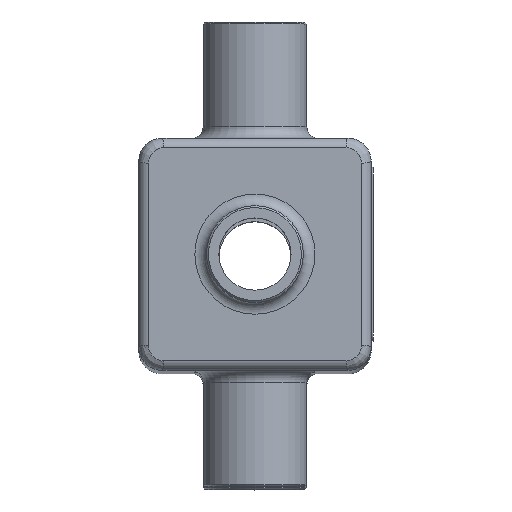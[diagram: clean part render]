
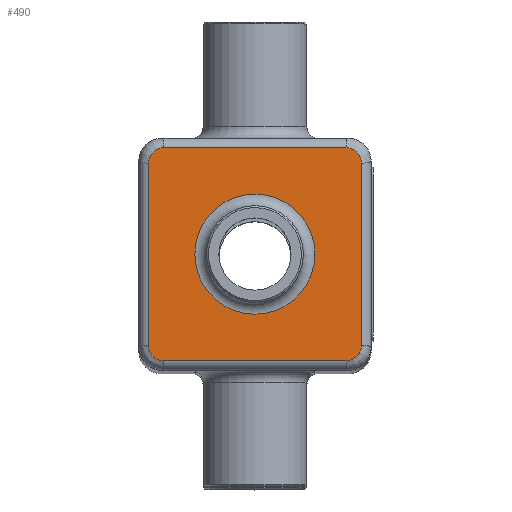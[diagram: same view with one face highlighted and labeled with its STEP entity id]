
A CAD part, top view. The second image highlights one B-rep face of the part: STEP entity #490.
In plain terms, the highlighted planar face has unit normal (0, 0, 1).
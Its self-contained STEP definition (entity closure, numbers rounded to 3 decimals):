
#490=ADVANCED_FACE('',(#3456,#3458),#3460,.T.);
#3456=FACE_BOUND('',#3457,.T.);
#3457=EDGE_LOOP('',(#5416,#5417,#5418,#5419,#5420,#5421,#5422,#5423));
#3458=FACE_BOUND('',#3459,.T.);
#3459=EDGE_LOOP('',(#5424));
#3460=PLANE('',#3461);
#3461=AXIS2_PLACEMENT_3D('',#3462,#3463,#3464);
#3462=CARTESIAN_POINT('',(0.,0.,527.));
#3463=DIRECTION('',(0.,0.,1.));
#3464=DIRECTION('',(1.,0.,0.));
#5416=ORIENTED_EDGE('',*,*,#6918,.F.);
#5417=ORIENTED_EDGE('',*,*,#6967,.F.);
#5418=ORIENTED_EDGE('',*,*,#6953,.F.);
#5419=ORIENTED_EDGE('',*,*,#6951,.F.);
#5420=ORIENTED_EDGE('',*,*,#6949,.F.);
#5421=ORIENTED_EDGE('',*,*,#6947,.F.);
#5422=ORIENTED_EDGE('',*,*,#6939,.F.);
#5423=ORIENTED_EDGE('',*,*,#6937,.F.);
#5424=ORIENTED_EDGE('',*,*,#6976,.F.);
#6918=EDGE_CURVE('',#7610,#7611,#7612,.F.);
#6937=EDGE_CURVE('',#7611,#7639,#7640,.F.);
#6939=EDGE_CURVE('',#7639,#7642,#7643,.F.);
#6947=EDGE_CURVE('',#7642,#7657,#7658,.F.);
#6949=EDGE_CURVE('',#7657,#7660,#7661,.F.);
#6951=EDGE_CURVE('',#7660,#7663,#7664,.F.);
#6953=EDGE_CURVE('',#7663,#7666,#7667,.F.);
#6967=EDGE_CURVE('',#7666,#7610,#7693,.F.);
#6976=EDGE_CURVE('',#7710,#7710,#7711,.T.);
#7610=VERTEX_POINT('',#9207);
#7611=VERTEX_POINT('',#9208);
#7612=LINE('',#9209,#9210);
#7639=VERTEX_POINT('',#9300);
#7640=B_SPLINE_CURVE_WITH_KNOTS('',3,
(#9301,#9302,#9303,#9304,#9305,#9306,#9307,#9308,#9309,#9310,#9311,#9312,#9313,#9314,
#9315,#9316,#9317,#9318,#9319,#9320),
.UNSPECIFIED.,.F.,.F.,
(4,1,1,1,1,1,1,1,1,1,1,1,1,1,1,1,1,4),
(0.,0.032,0.063,0.094,0.136,0.192,
0.266,0.35,0.438,0.522,0.596,
0.664,0.729,0.796,0.857,0.91,
0.956,1.),
.UNSPECIFIED.);
#7642=VERTEX_POINT('',#9335);
#7643=LINE('',#9336,#9337);
#7657=VERTEX_POINT('',#9383);
#7658=B_SPLINE_CURVE_WITH_KNOTS('',3,
(#9384,#9385,#9386,#9387,#9388,#9389,#9390,#9391,#9392,#9393,#9394,#9395,#9396,#9397,
#9398,#9399,#9400,#9401,#9402,#9403),
.UNSPECIFIED.,.F.,.F.,
(4,1,1,1,1,1,1,1,1,1,1,1,1,1,1,1,1,4),
(0.,0.032,0.063,0.094,0.136,0.192,
0.266,0.35,0.438,0.522,0.596,
0.664,0.729,0.796,0.857,0.91,
0.956,1.),
.UNSPECIFIED.);
#7660=VERTEX_POINT('',#9418);
#7661=LINE('',#9419,#9420);
#7663=VERTEX_POINT('',#9436);
#7664=B_SPLINE_CURVE_WITH_KNOTS('',3,
(#9437,#9438,#9439,#9440,#9441,#9442,#9443,#9444,#9445,#9446,#9447,#9448,#9449,#9450,
#9451,#9452,#9453,#9454,#9455,#9456),
.UNSPECIFIED.,.F.,.F.,
(4,1,1,1,1,1,1,1,1,1,1,1,1,1,1,1,1,4),
(0.,0.032,0.073,0.125,0.186,0.246,
0.308,0.378,0.458,0.548,0.64,
0.725,0.795,0.853,0.899,0.938,
0.971,1.),
.UNSPECIFIED.);
#7666=VERTEX_POINT('',#9471);
#7667=LINE('',#9472,#9473);
#7693=B_SPLINE_CURVE_WITH_KNOTS('',3,
(#9549,#9550,#9551,#9552,#9553,#9554,#9555,#9556,#9557,#9558,#9559,#9560,#9561,#9562,
#9563,#9564,#9565,#9566,#9567,#9568),
.UNSPECIFIED.,.F.,.F.,
(4,1,1,1,1,1,1,1,1,1,1,1,1,1,1,1,1,4),
(0.,0.032,0.063,0.094,0.136,0.192,
0.266,0.35,0.438,0.522,0.596,
0.664,0.729,0.796,0.857,0.91,
0.956,1.),
.UNSPECIFIED.);
#7710=VERTEX_POINT('',#9605);
#7711=CIRCLE('',#9606,15.5);
#9207=CARTESIAN_POINT('',(27.5,23.501,527.));
#9208=CARTESIAN_POINT('',(27.5,-23.5,527.));
#9209=CARTESIAN_POINT('',(27.5,-23.5,527.));
#9210=VECTOR('',#9211,1.);
#9211=DIRECTION('',(0.,1.,0.));
#9300=CARTESIAN_POINT('',(23.501,-27.5,527.));
#9301=CARTESIAN_POINT('',(23.501,-27.5,527.));
#9302=CARTESIAN_POINT('',(23.568,-27.5,527.));
#9303=CARTESIAN_POINT('',(23.7,-27.497,527.));
#9304=CARTESIAN_POINT('',(23.897,-27.482,527.));
#9305=CARTESIAN_POINT('',(24.113,-27.455,527.));
#9306=CARTESIAN_POINT('',(24.378,-27.406,527.));
#9307=CARTESIAN_POINT('',(24.726,-27.315,527.));
#9308=CARTESIAN_POINT('',(25.147,-27.156,527.));
#9309=CARTESIAN_POINT('',(25.605,-26.916,527.));
#9310=CARTESIAN_POINT('',(26.043,-26.603,527.));
#9311=CARTESIAN_POINT('',(26.418,-26.251,527.));
#9312=CARTESIAN_POINT('',(26.721,-25.886,527.));
#9313=CARTESIAN_POINT('',(26.959,-25.524,527.));
#9314=CARTESIAN_POINT('',(27.151,-25.151,527.));
#9315=CARTESIAN_POINT('',(27.299,-24.774,527.));
#9316=CARTESIAN_POINT('',(27.401,-24.409,527.));
#9317=CARTESIAN_POINT('',(27.462,-24.08,527.));
#9318=CARTESIAN_POINT('',(27.493,-23.781,527.));
#9319=CARTESIAN_POINT('',(27.5,-23.593,527.));
#9320=CARTESIAN_POINT('',(27.5,-23.5,527.));
#9335=CARTESIAN_POINT('',(-23.5,-27.5,527.));
#9336=CARTESIAN_POINT('',(-23.5,-27.5,527.));
#9337=VECTOR('',#9338,1.);
#9338=DIRECTION('',(1.,0.,0.));
#9383=CARTESIAN_POINT('',(-27.5,-23.501,527.));
#9384=CARTESIAN_POINT('',(-27.5,-23.501,527.));
#9385=CARTESIAN_POINT('',(-27.5,-23.568,527.));
#9386=CARTESIAN_POINT('',(-27.497,-23.7,527.));
#9387=CARTESIAN_POINT('',(-27.482,-23.897,527.));
#9388=CARTESIAN_POINT('',(-27.455,-24.113,527.));
#9389=CARTESIAN_POINT('',(-27.406,-24.378,527.));
#9390=CARTESIAN_POINT('',(-27.315,-24.726,527.));
#9391=CARTESIAN_POINT('',(-27.156,-25.147,527.));
#9392=CARTESIAN_POINT('',(-26.916,-25.605,527.));
#9393=CARTESIAN_POINT('',(-26.603,-26.043,527.));
#9394=CARTESIAN_POINT('',(-26.251,-26.418,527.));
#9395=CARTESIAN_POINT('',(-25.886,-26.721,527.));
#9396=CARTESIAN_POINT('',(-25.524,-26.959,527.));
#9397=CARTESIAN_POINT('',(-25.151,-27.151,527.));
#9398=CARTESIAN_POINT('',(-24.774,-27.299,527.));
#9399=CARTESIAN_POINT('',(-24.409,-27.401,527.));
#9400=CARTESIAN_POINT('',(-24.08,-27.462,527.));
#9401=CARTESIAN_POINT('',(-23.781,-27.493,527.));
#9402=CARTESIAN_POINT('',(-23.593,-27.5,527.));
#9403=CARTESIAN_POINT('',(-23.5,-27.5,527.));
#9418=CARTESIAN_POINT('',(-27.5,23.5,527.));
#9419=CARTESIAN_POINT('',(-27.5,23.5,527.));
#9420=VECTOR('',#9421,1.);
#9421=DIRECTION('',(0.,-1.,0.));
#9436=CARTESIAN_POINT('',(-23.501,27.5,527.));
#9437=CARTESIAN_POINT('',(-23.501,27.5,527.));
#9438=CARTESIAN_POINT('',(-23.567,27.5,527.));
#9439=CARTESIAN_POINT('',(-23.721,27.496,527.));
#9440=CARTESIAN_POINT('',(-23.981,27.475,527.));
#9441=CARTESIAN_POINT('',(-24.301,27.424,527.));
#9442=CARTESIAN_POINT('',(-24.653,27.337,527.));
#9443=CARTESIAN_POINT('',(-25.016,27.208,527.));
#9444=CARTESIAN_POINT('',(-25.38,27.039,527.));
#9445=CARTESIAN_POINT('',(-25.762,26.81,527.));
#9446=CARTESIAN_POINT('',(-26.161,26.503,527.));
#9447=CARTESIAN_POINT('',(-26.548,26.111,527.));
#9448=CARTESIAN_POINT('',(-26.882,25.66,527.));
#9449=CARTESIAN_POINT('',(-27.13,25.205,527.));
#9450=CARTESIAN_POINT('',(-27.293,24.79,527.));
#9451=CARTESIAN_POINT('',(-27.392,24.44,527.));
#9452=CARTESIAN_POINT('',(-27.45,24.148,527.));
#9453=CARTESIAN_POINT('',(-27.482,23.903,527.));
#9454=CARTESIAN_POINT('',(-27.497,23.692,527.));
#9455=CARTESIAN_POINT('',(-27.5,23.562,527.));
#9456=CARTESIAN_POINT('',(-27.5,23.5,527.));
#9471=CARTESIAN_POINT('',(23.5,27.5,527.));
#9472=CARTESIAN_POINT('',(23.5,27.5,527.));
#9473=VECTOR('',#9474,1.);
#9474=DIRECTION('',(-1.,0.,0.));
#9549=CARTESIAN_POINT('',(27.5,23.501,527.));
#9550=CARTESIAN_POINT('',(27.5,23.568,527.));
#9551=CARTESIAN_POINT('',(27.497,23.7,527.));
#9552=CARTESIAN_POINT('',(27.482,23.897,527.));
#9553=CARTESIAN_POINT('',(27.455,24.113,527.));
#9554=CARTESIAN_POINT('',(27.406,24.378,527.));
#9555=CARTESIAN_POINT('',(27.315,24.726,527.));
#9556=CARTESIAN_POINT('',(27.156,25.147,527.));
#9557=CARTESIAN_POINT('',(26.916,25.605,527.));
#9558=CARTESIAN_POINT('',(26.603,26.043,527.));
#9559=CARTESIAN_POINT('',(26.251,26.418,527.));
#9560=CARTESIAN_POINT('',(25.886,26.721,527.));
#9561=CARTESIAN_POINT('',(25.524,26.959,527.));
#9562=CARTESIAN_POINT('',(25.151,27.151,527.));
#9563=CARTESIAN_POINT('',(24.774,27.299,527.));
#9564=CARTESIAN_POINT('',(24.409,27.401,527.));
#9565=CARTESIAN_POINT('',(24.08,27.462,527.));
#9566=CARTESIAN_POINT('',(23.781,27.493,527.));
#9567=CARTESIAN_POINT('',(23.593,27.5,527.));
#9568=CARTESIAN_POINT('',(23.5,27.5,527.));
#9605=CARTESIAN_POINT('',(0.,-15.5,527.));
#9606=AXIS2_PLACEMENT_3D('',#9607,#9608,#9609);
#9607=CARTESIAN_POINT('',(0.,0.,527.));
#9608=DIRECTION('',(0.,0.,1.));
#9609=DIRECTION('',(0.,-1.,0.));
